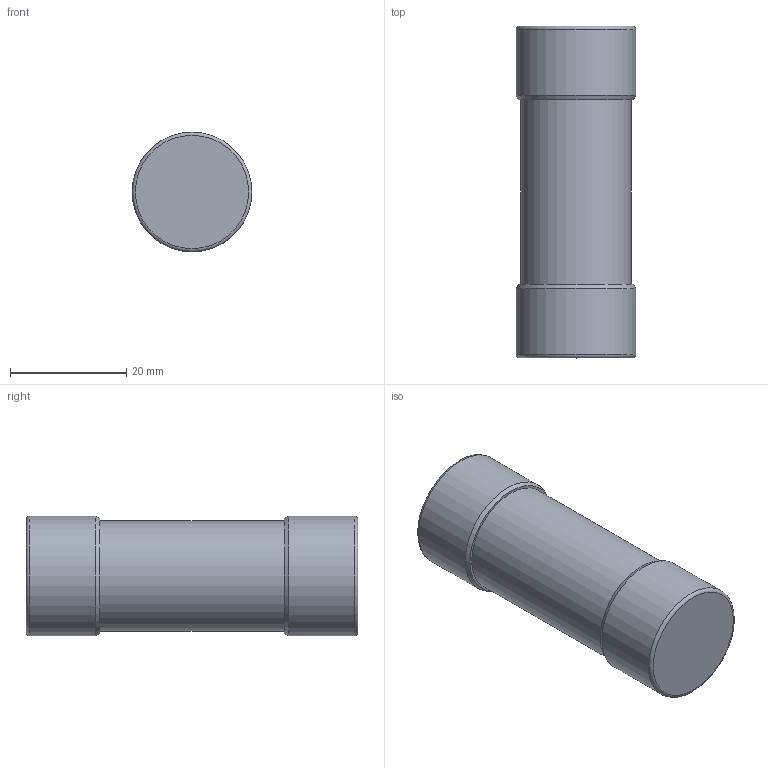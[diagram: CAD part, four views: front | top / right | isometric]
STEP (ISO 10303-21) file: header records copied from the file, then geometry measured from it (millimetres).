
FILE_DESCRIPTION(/* description */ (''),/* implementation_level */ '2;1');
FILE_NAME(/* name */ 'JLS-1-30A.stp',/* time_stamp */ '2022-06-30T07:55:36-05:00',/* author */ ('myork'),/* organization */ (''),/* preprocessor_version */ 'ST-DEVELOPER v18.1',/* originating_system */ 'Autodesk Inventor 2021',/* authorisation */ '');
FILE_SCHEMA (('AUTOMOTIVE_DESIGN { 1 0 10303 214 3 1 1 }'));
Length unit declared in the file: inch
Products named in the file (1): Part4
Bounding box: 20.64 x 57.15 x 20.64 mm (x, y, z)
Volume: 17520 mm3; surface area: 4246.6 mm2
Topology: 1 solids, 1 shells, 11 faces, 27 edges, 20 vertices
Faces by surface type: plane 4, cylinder 3, cone 2, torus 2
Full cylindrical faces by diameter (mm): 19.05 x1, 20.637 x2
Entity records: 423 total; most frequent: DIRECTION 73, CARTESIAN_POINT 59, ORIENTED_EDGE 54, AXIS2_PLACEMENT_3D 34, EDGE_CURVE 27, CIRCLE 22, VERTEX_POINT 20, EDGE_LOOP 13
